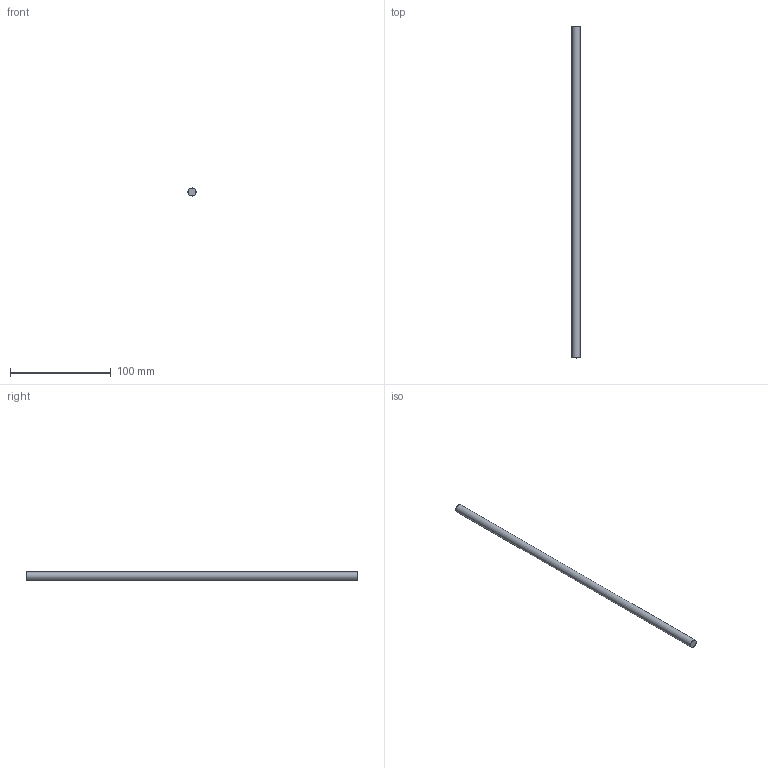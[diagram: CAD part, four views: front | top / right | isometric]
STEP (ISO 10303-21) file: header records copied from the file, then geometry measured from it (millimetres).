
FILE_DESCRIPTION(('FreeCAD Model'),'2;1');
FILE_NAME('smoothrod-330mm.step','2019-06-22T12:20:48',(''),(''),'Open CASCADE STEP processor 7.3', 'FreeCAD','Unknown');
FILE_SCHEMA(('AUTOMOTIVE_DESIGN { 1 0 10303 214 1 1 1 1 }'));
Length unit declared in the file: millimetre
Products named in the file (1): smoothrod-330mm
Bounding box: 8 x 330 x 8 mm (x, y, z)
Volume: 16587.6 mm3; surface area: 8394.3 mm2
Topology: 1 solids, 1 shells, 3 faces, 3 edges, 2 vertices
Faces by surface type: plane 2, cylinder 1
Full cylindrical faces by diameter (mm): 8 x1
Entity records: 115 total; most frequent: CARTESIAN_POINT 19, DIRECTION 15, AXIS2_PLACEMENT_3D 6, ORIENTED_EDGE 6, PCURVE 6, DEFINITIONAL_REPRESENTATION 6, B_SPLINE_CURVE_WITH_KNOTS 4, CIRCLE 4
